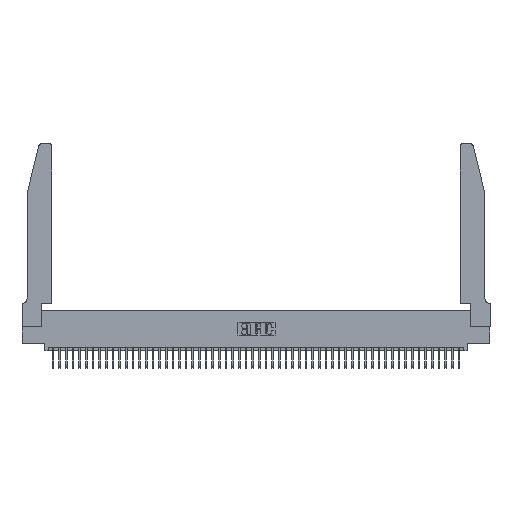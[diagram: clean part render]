
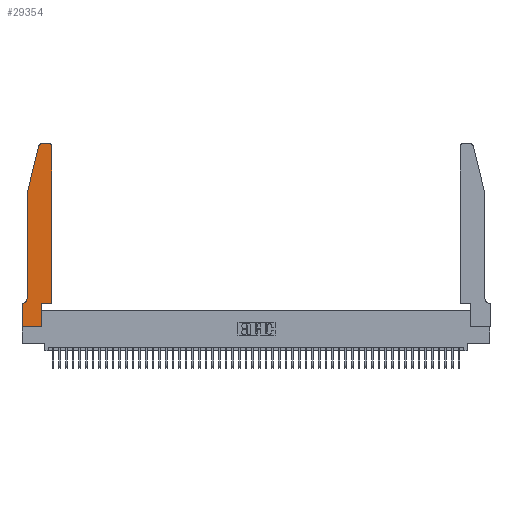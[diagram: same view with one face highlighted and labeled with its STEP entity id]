
A CAD part, top view. The second image highlights one B-rep face of the part: STEP entity #29354.
In plain terms, the highlighted planar face has unit normal (0, 0, 1).
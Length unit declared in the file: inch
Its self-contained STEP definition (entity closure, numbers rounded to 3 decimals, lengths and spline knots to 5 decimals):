
#360 = VECTOR ( 'NONE', #41176, 39.37008 ) ;
#700 = EDGE_CURVE ( 'NONE', #13733, #31371, #40454, .T. ) ;
#1203 = VERTEX_POINT ( 'NONE', #7658 ) ;
#1238 = DIRECTION ( 'NONE',  ( 1., 0., 0. ) ) ;
#1433 = AXIS2_PLACEMENT_3D ( 'NONE', #46468, #23801, #1238 ) ;
#1759 = EDGE_CURVE ( 'NONE', #38624, #18661, #30480, .T. ) ;
#3189 = CARTESIAN_POINT ( 'NONE',  ( 0.2865, 0., 0.37 ) ) ;
#3874 = VERTEX_POINT ( 'NONE', #41231 ) ;
#4170 = CIRCLE ( 'NONE', #21844, 0.07 ) ;
#5583 = ORIENTED_EDGE ( 'NONE', *, *, #11450, .T. ) ;
#5748 = LINE ( 'NONE', #13959, #24582 ) ;
#5951 = ORIENTED_EDGE ( 'NONE', *, *, #35236, .T. ) ;
#6035 = DIRECTION ( 'NONE',  ( 0., 0., -1. ) ) ;
#6813 = DIRECTION ( 'NONE',  ( 1., 0., 0. ) ) ;
#7658 = CARTESIAN_POINT ( 'NONE',  ( 0.0755, 2., 0.37 ) ) ;
#8777 = DIRECTION ( 'NONE',  ( 0., 1., 0. ) ) ;
#9053 = VECTOR ( 'NONE', #23847, 39.37008 ) ;
#9437 = EDGE_CURVE ( 'NONE', #32072, #36800, #48720, .T. ) ;
#11450 = EDGE_CURVE ( 'NONE', #18661, #13733, #29642, .T. ) ;
#11672 = CARTESIAN_POINT ( 'NONE',  ( 0.4205, 2.75, 0.37 ) ) ;
#12220 = ORIENTED_EDGE ( 'NONE', *, *, #700, .T. ) ;
#12524 = CARTESIAN_POINT ( 'NONE',  ( 0.2865, 0.35, 0.37 ) ) ;
#13072 = DIRECTION ( 'NONE',  ( 1., 0., 0. ) ) ;
#13570 = CIRCLE ( 'NONE', #25248, 0.03 ) ;
#13733 = VERTEX_POINT ( 'NONE', #29954 ) ;
#13959 = CARTESIAN_POINT ( 'NONE',  ( 0.0755, 2., 0.37 ) ) ;
#14241 = CARTESIAN_POINT ( 'NONE',  ( 0.4505, 2.72, 0.37 ) ) ;
#14246 = VERTEX_POINT ( 'NONE', #14241 ) ;
#14301 = VECTOR ( 'NONE', #32203, 39.37008 ) ;
#15963 = ORIENTED_EDGE ( 'NONE', *, *, #22448, .T. ) ;
#17743 = DIRECTION ( 'NONE',  ( 0., -1., 0. ) ) ;
#18661 = VERTEX_POINT ( 'NONE', #47906 ) ;
#19572 = ORIENTED_EDGE ( 'NONE', *, *, #30452, .T. ) ;
#19692 = CARTESIAN_POINT ( 'NONE',  ( 0.4205, 2.72, 0.37 ) ) ;
#19726 = VECTOR ( 'NONE', #22503, 39.37008 ) ;
#20053 = CARTESIAN_POINT ( 'NONE',  ( 0., 0., 0.37 ) ) ;
#21844 = AXIS2_PLACEMENT_3D ( 'NONE', #28577, #6035, #32404 ) ;
#22175 = VECTOR ( 'NONE', #13072, 39.37008 ) ;
#22448 = EDGE_CURVE ( 'NONE', #25369, #14246, #33216, .T. ) ;
#22503 = DIRECTION ( 'NONE',  ( -1., 0., 0. ) ) ;
#23484 = DIRECTION ( 'NONE',  ( 1., 0., 0. ) ) ;
#23801 = DIRECTION ( 'NONE',  ( 0., 0., 1. ) ) ;
#23847 = DIRECTION ( 'NONE',  ( 1., 0., 0. ) ) ;
#24521 = CARTESIAN_POINT ( 'NONE',  ( 0.25487, 2.72718, 0.37 ) ) ;
#24582 = VECTOR ( 'NONE', #17743, 39.37008 ) ;
#25248 = AXIS2_PLACEMENT_3D ( 'NONE', #19692, #46152, #23484 ) ;
#25369 = VERTEX_POINT ( 'NONE', #44027 ) ;
#26659 = DIRECTION ( 'NONE',  ( 0., -1., 0. ) ) ;
#28327 = ORIENTED_EDGE ( 'NONE', *, *, #43518, .T. ) ;
#28370 = CARTESIAN_POINT ( 'NONE',  ( 0.4505, 0.35, 0.37 ) ) ;
#28577 = CARTESIAN_POINT ( 'NONE',  ( 0.0055, 0.42, 0.37 ) ) ;
#29315 = VECTOR ( 'NONE', #8777, 39.37008 ) ;
#29354 = ADVANCED_FACE ( 'NONE', ( #41809 ), #40666, .T. ) ;
#29369 = DIRECTION ( 'NONE',  ( 0., 0., 1. ) ) ;
#29642 = LINE ( 'NONE', #47107, #47393 ) ;
#29954 = CARTESIAN_POINT ( 'NONE',  ( 0., 0., 0.37 ) ) ;
#30222 = VECTOR ( 'NONE', #42568, 39.37008 ) ;
#30355 = EDGE_CURVE ( 'NONE', #36800, #32330, #37015, .T. ) ;
#30452 = EDGE_CURVE ( 'NONE', #44658, #25369, #32208, .T. ) ;
#30480 = LINE ( 'NONE', #37377, #360 ) ;
#30500 = LINE ( 'NONE', #46447, #29315 ) ;
#31371 = VERTEX_POINT ( 'NONE', #3189 ) ;
#31468 = ORIENTED_EDGE ( 'NONE', *, *, #30355, .T. ) ;
#31801 = ORIENTED_EDGE ( 'NONE', *, *, #35000, .T. ) ;
#32072 = VERTEX_POINT ( 'NONE', #11672 ) ;
#32203 = DIRECTION ( 'NONE',  ( 0., 1., 0. ) ) ;
#32208 = LINE ( 'NONE', #43335, #22175 ) ;
#32330 = VERTEX_POINT ( 'NONE', #24521 ) ;
#32404 = DIRECTION ( 'NONE',  ( -1., 0., 0. ) ) ;
#32613 = LINE ( 'NONE', #42407, #30222 ) ;
#33216 = LINE ( 'NONE', #28370, #14301 ) ;
#33435 = CARTESIAN_POINT ( 'NONE',  ( 0.284, 2.75, 0.37 ) ) ;
#33793 = ORIENTED_EDGE ( 'NONE', *, *, #1759, .T. ) ;
#35000 = EDGE_CURVE ( 'NONE', #14246, #32072, #13570, .T. ) ;
#35236 = EDGE_CURVE ( 'NONE', #3874, #38624, #4170, .T. ) ;
#36800 = VERTEX_POINT ( 'NONE', #33435 ) ;
#37015 = CIRCLE ( 'NONE', #1433, 0.03 ) ;
#37079 = EDGE_CURVE ( 'NONE', #31371, #44658, #30500, .T. ) ;
#37165 = ORIENTED_EDGE ( 'NONE', *, *, #40899, .T. ) ;
#37377 = CARTESIAN_POINT ( 'NONE',  ( 0.0755, 0.35, 0.37 ) ) ;
#38624 = VERTEX_POINT ( 'NONE', #48470 ) ;
#40454 = LINE ( 'NONE', #20053, #9053 ) ;
#40666 = PLANE ( 'NONE',  #48222 ) ;
#40899 = EDGE_CURVE ( 'NONE', #32330, #1203, #32613, .T. ) ;
#41176 = DIRECTION ( 'NONE',  ( -1., 0., 0. ) ) ;
#41229 = EDGE_LOOP ( 'NONE', ( #48275, #31468, #37165, #28327, #5951, #33793, #5583, #12220, #45497, #19572, #15963, #31801 ) ) ;
#41231 = CARTESIAN_POINT ( 'NONE',  ( 0.0755, 0.42, 0.37 ) ) ;
#41809 = FACE_OUTER_BOUND ( 'NONE', #41229, .T. ) ;
#42407 = CARTESIAN_POINT ( 'NONE',  ( 0.0755, 2., 0.37 ) ) ;
#42568 = DIRECTION ( 'NONE',  ( -0.239, -0.971, 0. ) ) ;
#43335 = CARTESIAN_POINT ( 'NONE',  ( 0.4505, 0.35, 0.37 ) ) ;
#43518 = EDGE_CURVE ( 'NONE', #1203, #3874, #5748, .T. ) ;
#44027 = CARTESIAN_POINT ( 'NONE',  ( 0.4505, 0.35, 0.37 ) ) ;
#44658 = VERTEX_POINT ( 'NONE', #12524 ) ;
#45497 = ORIENTED_EDGE ( 'NONE', *, *, #37079, .T. ) ;
#46152 = DIRECTION ( 'NONE',  ( 0., 0., 1. ) ) ;
#46447 = CARTESIAN_POINT ( 'NONE',  ( 0.2865, 0.35, 0.37 ) ) ;
#46468 = CARTESIAN_POINT ( 'NONE',  ( 0.284, 2.72, 0.37 ) ) ;
#47107 = CARTESIAN_POINT ( 'NONE',  ( 0., 0., 0.37 ) ) ;
#47393 = VECTOR ( 'NONE', #26659, 39.37008 ) ;
#47906 = CARTESIAN_POINT ( 'NONE',  ( 0., 0.35, 0.37 ) ) ;
#48216 = CARTESIAN_POINT ( 'NONE',  ( 0., 0.35, 0.37 ) ) ;
#48222 = AXIS2_PLACEMENT_3D ( 'NONE', #48216, #29369, #6813 ) ;
#48275 = ORIENTED_EDGE ( 'NONE', *, *, #9437, .T. ) ;
#48470 = CARTESIAN_POINT ( 'NONE',  ( 0.0055, 0.35, 0.37 ) ) ;
#48720 = LINE ( 'NONE', #48933, #19726 ) ;
#48933 = CARTESIAN_POINT ( 'NONE',  ( 0.2605, 2.75, 0.37 ) ) ;
